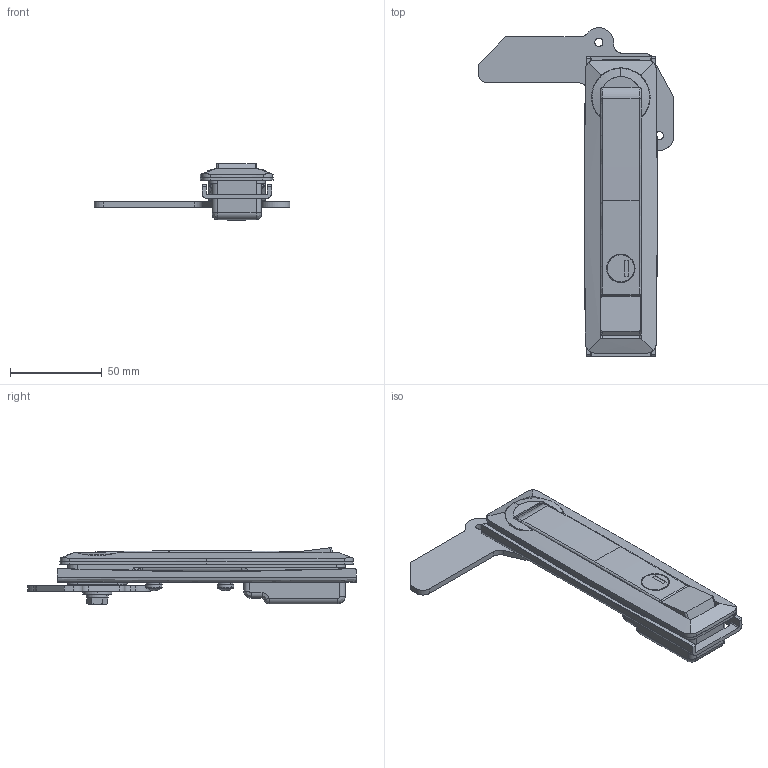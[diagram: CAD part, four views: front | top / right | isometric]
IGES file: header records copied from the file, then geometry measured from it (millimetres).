
Start section: SolidWorks IGES file using analytic representation for surfaces
Global section: file name: A-960-2-TAK60.IGS,15; native system: HSolidWorks 2018; preprocessor: SolidWorks 2018; author: 1337yo; date: 210513.101619; units: millimetre
Bounding box: 107 x 179.5 x 31.02 mm (x, y, z)
Surface area: 67101.5 mm2 (no closed solid volume)
Topology: 0 solids, 0 shells, 608 faces, 7559 edges, 7550 vertices
Faces by surface type: revolution 312, bspline 296
